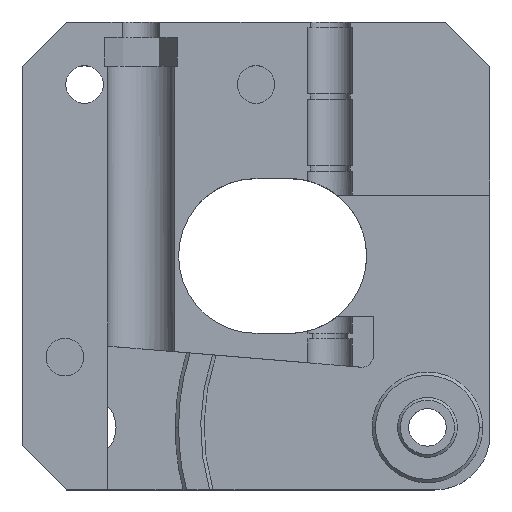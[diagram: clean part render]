
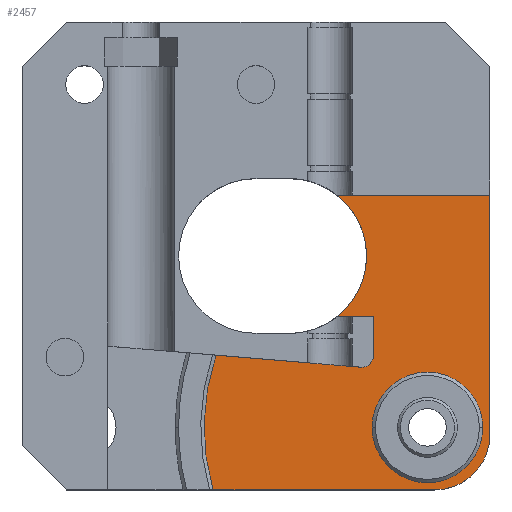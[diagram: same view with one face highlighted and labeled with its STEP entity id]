
A CAD part, top view. The second image highlights one B-rep face of the part: STEP entity #2457.
In plain terms, the highlighted planar face has unit normal (0, 0, 1).
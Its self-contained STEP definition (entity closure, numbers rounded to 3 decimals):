
#4 = DIRECTION ( 'NONE',  ( 0., 0., 1. ) ) ;
#58 = DIRECTION ( 'NONE',  ( -1., 0., 0. ) ) ;
#63 = CARTESIAN_POINT ( 'NONE',  ( 15.5, -15.5, 2.7 ) ) ;
#101 = ORIENTED_EDGE ( 'NONE', *, *, #930, .T. ) ;
#113 = VERTEX_POINT ( 'NONE', #2408 ) ;
#122 = CIRCLE ( 'NONE', #2977, 1. ) ;
#146 = DIRECTION ( 'NONE',  ( 1., 0., 0. ) ) ;
#221 = DIRECTION ( 'NONE',  ( -0.997, 0.083, 0. ) ) ;
#255 = ORIENTED_EDGE ( 'NONE', *, *, #2814, .T. ) ;
#272 = FACE_BOUND ( 'NONE', #2530, .T. ) ;
#292 = AXIS2_PLACEMENT_3D ( 'NONE', #63, #1557, #3040 ) ;
#313 = EDGE_CURVE ( 'NONE', #1514, #386, #3115, .T. ) ;
#320 = VERTEX_POINT ( 'NONE', #1334 ) ;
#337 = CARTESIAN_POINT ( 'NONE',  ( 0., -5.5, 2.7 ) ) ;
#366 = VERTEX_POINT ( 'NONE', #1056 ) ;
#382 = EDGE_CURVE ( 'NONE', #2174, #366, #1368, .T. ) ;
#384 = DIRECTION ( 'NONE',  ( 0., 0., -1. ) ) ;
#386 = VERTEX_POINT ( 'NONE', #801 ) ;
#437 = AXIS2_PLACEMENT_3D ( 'NONE', #2656, #1155, #2889 ) ;
#443 = VECTOR ( 'NONE', #2341, 1000. ) ;
#527 = DIRECTION ( 'NONE',  ( 1., 0., 0. ) ) ;
#732 = CARTESIAN_POINT ( 'NONE',  ( 15.5, -15.5, 2.7 ) ) ;
#735 = EDGE_CURVE ( 'NONE', #2049, #2063, #2190, .T. ) ;
#750 = ORIENTED_EDGE ( 'NONE', *, *, #1904, .T. ) ;
#769 = CIRCLE ( 'NONE', #1986, 7. ) ;
#801 = CARTESIAN_POINT ( 'NONE',  ( 16.15, -21.15, 2.7 ) ) ;
#826 = DIRECTION ( 'NONE',  ( 0., 0., -1. ) ) ;
#836 = CARTESIAN_POINT ( 'NONE',  ( 3., 0., 2.7 ) ) ;
#897 = FACE_OUTER_BOUND ( 'NONE', #2887, .T. ) ;
#930 = EDGE_CURVE ( 'NONE', #3096, #2049, #1608, .T. ) ;
#977 = VERTEX_POINT ( 'NONE', #3221 ) ;
#980 = DIRECTION ( 'NONE',  ( 1., 0., 0. ) ) ;
#1007 = CARTESIAN_POINT ( 'NONE',  ( -0.767, -9.203, 2.7 ) ) ;
#1017 = EDGE_CURVE ( 'NONE', #1269, #1453, #2246, .T. ) ;
#1056 = CARTESIAN_POINT ( 'NONE',  ( 10.5, -15.5, 2.7 ) ) ;
#1057 = ORIENTED_EDGE ( 'NONE', *, *, #1841, .T. ) ;
#1075 = DIRECTION ( 'NONE',  ( 1., 0., 0. ) ) ;
#1088 = CARTESIAN_POINT ( 'NONE',  ( 7.36, 5.476, 2.7 ) ) ;
#1097 = DIRECTION ( 'NONE',  ( 0., -1., 0. ) ) ;
#1100 = ORIENTED_EDGE ( 'NONE', *, *, #735, .T. ) ;
#1125 = CARTESIAN_POINT ( 'NONE',  ( 0., 5.5, 2.7 ) ) ;
#1147 = CARTESIAN_POINT ( 'NONE',  ( -3.614, -8.966, 2.7 ) ) ;
#1155 = DIRECTION ( 'NONE',  ( 0., 0., -1. ) ) ;
#1172 = CARTESIAN_POINT ( 'NONE',  ( 9.6, -9.063, 2.7 ) ) ;
#1214 = VECTOR ( 'NONE', #1075, 1000. ) ;
#1224 = EDGE_CURVE ( 'NONE', #2853, #977, #3207, .T. ) ;
#1260 = DIRECTION ( 'NONE',  ( 0., 0., 1. ) ) ;
#1269 = VERTEX_POINT ( 'NONE', #1914 ) ;
#1305 = AXIS2_PLACEMENT_3D ( 'NONE', #2564, #384, #146 ) ;
#1318 = ORIENTED_EDGE ( 'NONE', *, *, #1768, .T. ) ;
#1330 = DIRECTION ( 'NONE',  ( 0., 0., -1. ) ) ;
#1334 = CARTESIAN_POINT ( 'NONE',  ( 10.6, -9.063, 2.7 ) ) ;
#1368 = CIRCLE ( 'NONE', #292, 5. ) ;
#1453 = VERTEX_POINT ( 'NONE', #1147 ) ;
#1484 = ORIENTED_EDGE ( 'NONE', *, *, #1017, .T. ) ;
#1486 = CARTESIAN_POINT ( 'NONE',  ( 21.15, 0., 2.7 ) ) ;
#1514 = VERTEX_POINT ( 'NONE', #2065 ) ;
#1517 = CIRCLE ( 'NONE', #1305, 5. ) ;
#1557 = DIRECTION ( 'NONE',  ( 0., 0., -1. ) ) ;
#1563 = CARTESIAN_POINT ( 'NONE',  ( 16.15, -16.15, 2.7 ) ) ;
#1568 = VECTOR ( 'NONE', #221, 1000. ) ;
#1608 = LINE ( 'NONE', #1486, #2121 ) ;
#1639 = CARTESIAN_POINT ( 'NONE',  ( 20.5, -15.5, 2.7 ) ) ;
#1644 = AXIS2_PLACEMENT_3D ( 'NONE', #1563, #2971, #527 ) ;
#1704 = EDGE_CURVE ( 'NONE', #1905, #320, #2590, .T. ) ;
#1768 = EDGE_CURVE ( 'NONE', #386, #3096, #2946, .T. ) ;
#1813 = CARTESIAN_POINT ( 'NONE',  ( 10.6, 0., 2.7 ) ) ;
#1841 = EDGE_CURVE ( 'NONE', #977, #113, #769, .T. ) ;
#1847 = ORIENTED_EDGE ( 'NONE', *, *, #382, .T. ) ;
#1870 = ORIENTED_EDGE ( 'NONE', *, *, #2456, .T. ) ;
#1899 = ORIENTED_EDGE ( 'NONE', *, *, #1224, .T. ) ;
#1904 = EDGE_CURVE ( 'NONE', #320, #1269, #122, .T. ) ;
#1905 = VERTEX_POINT ( 'NONE', #3065 ) ;
#1914 = CARTESIAN_POINT ( 'NONE',  ( 9.517, -10.06, 2.7 ) ) ;
#1936 = CARTESIAN_POINT ( 'NONE',  ( 7.422, 5.5, 2.7 ) ) ;
#1986 = AXIS2_PLACEMENT_3D ( 'NONE', #836, #1330, #2462 ) ;
#2049 = VERTEX_POINT ( 'NONE', #2750 ) ;
#2063 = VERTEX_POINT ( 'NONE', #1936 ) ;
#2065 = CARTESIAN_POINT ( 'NONE',  ( -3.894, -21.15, 2.7 ) ) ;
#2121 = VECTOR ( 'NONE', #2233, 1000. ) ;
#2174 = VERTEX_POINT ( 'NONE', #1639 ) ;
#2190 = LINE ( 'NONE', #1125, #2838 ) ;
#2198 = CARTESIAN_POINT ( 'NONE',  ( 21.15, -16.15, 2.7 ) ) ;
#2233 = DIRECTION ( 'NONE',  ( 0., 1., 0. ) ) ;
#2246 = LINE ( 'NONE', #1007, #1568 ) ;
#2254 = DIRECTION ( 'NONE',  ( 1., 0., 0. ) ) ;
#2341 = DIRECTION ( 'NONE',  ( 1., 0., 0. ) ) ;
#2344 = CARTESIAN_POINT ( 'NONE',  ( 0., -21.15, 2.7 ) ) ;
#2353 = CIRCLE ( 'NONE', #2472, 22.5 ) ;
#2359 = EDGE_CURVE ( 'NONE', #366, #2174, #1517, .T. ) ;
#2377 = AXIS2_PLACEMENT_3D ( 'NONE', #732, #2500, #980 ) ;
#2401 = CIRCLE ( 'NONE', #2377, 20.2 ) ;
#2408 = CARTESIAN_POINT ( 'NONE',  ( 7.33, -5.5, 2.7 ) ) ;
#2420 = CARTESIAN_POINT ( 'NONE',  ( 15.5, -15.5, 2.7 ) ) ;
#2456 = EDGE_CURVE ( 'NONE', #2063, #2853, #2353, .T. ) ;
#2457 = ADVANCED_FACE ( 'NONE', ( #272, #897 ), #2870, .T. ) ;
#2462 = DIRECTION ( 'NONE',  ( 1., 0., 0. ) ) ;
#2472 = AXIS2_PLACEMENT_3D ( 'NONE', #2420, #4, #2738 ) ;
#2500 = DIRECTION ( 'NONE',  ( 0., 0., 1. ) ) ;
#2530 = EDGE_LOOP ( 'NONE', ( #2704, #1847 ) ) ;
#2564 = CARTESIAN_POINT ( 'NONE',  ( 15.5, -15.5, 2.7 ) ) ;
#2590 = LINE ( 'NONE', #1813, #2995 ) ;
#2600 = ORIENTED_EDGE ( 'NONE', *, *, #1704, .T. ) ;
#2656 = CARTESIAN_POINT ( 'NONE',  ( 3., 0., 2.7 ) ) ;
#2661 = ORIENTED_EDGE ( 'NONE', *, *, #3223, .T. ) ;
#2698 = LINE ( 'NONE', #337, #443 ) ;
#2704 = ORIENTED_EDGE ( 'NONE', *, *, #2359, .T. ) ;
#2738 = DIRECTION ( 'NONE',  ( 1., 0., 0. ) ) ;
#2750 = CARTESIAN_POINT ( 'NONE',  ( 21.15, 5.5, 2.7 ) ) ;
#2814 = EDGE_CURVE ( 'NONE', #113, #1905, #2698, .T. ) ;
#2838 = VECTOR ( 'NONE', #58, 1000. ) ;
#2853 = VERTEX_POINT ( 'NONE', #1088 ) ;
#2870 = PLANE ( 'NONE',  #2956 ) ;
#2883 = CARTESIAN_POINT ( 'NONE',  ( 0., 0., 2.7 ) ) ;
#2887 = EDGE_LOOP ( 'NONE', ( #1484, #2661, #3155, #1318, #101, #1100, #1870, #1899, #1057, #255, #2600, #750 ) ) ;
#2889 = DIRECTION ( 'NONE',  ( 1., 0., 0. ) ) ;
#2946 = CIRCLE ( 'NONE', #1644, 5. ) ;
#2956 = AXIS2_PLACEMENT_3D ( 'NONE', #2883, #1260, #2254 ) ;
#2971 = DIRECTION ( 'NONE',  ( 0., 0., 1. ) ) ;
#2977 = AXIS2_PLACEMENT_3D ( 'NONE', #1172, #826, #3238 ) ;
#2995 = VECTOR ( 'NONE', #1097, 1000. ) ;
#3040 = DIRECTION ( 'NONE',  ( 1., 0., 0. ) ) ;
#3065 = CARTESIAN_POINT ( 'NONE',  ( 10.6, -5.5, 2.7 ) ) ;
#3096 = VERTEX_POINT ( 'NONE', #2198 ) ;
#3115 = LINE ( 'NONE', #2344, #1214 ) ;
#3155 = ORIENTED_EDGE ( 'NONE', *, *, #313, .T. ) ;
#3207 = CIRCLE ( 'NONE', #437, 7. ) ;
#3221 = CARTESIAN_POINT ( 'NONE',  ( 10., 0., 2.7 ) ) ;
#3223 = EDGE_CURVE ( 'NONE', #1453, #1514, #2401, .T. ) ;
#3238 = DIRECTION ( 'NONE',  ( 1., 0., 0. ) ) ;
